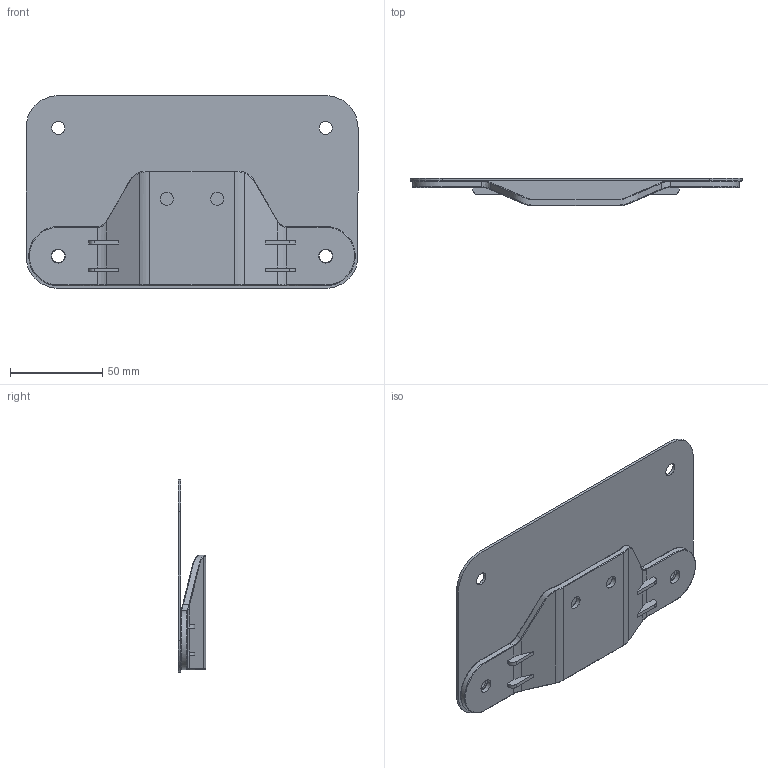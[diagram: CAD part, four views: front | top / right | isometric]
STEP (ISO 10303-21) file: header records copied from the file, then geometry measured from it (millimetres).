
FILE_DESCRIPTION (( 'STEP AP214' ), '1' );
FILE_NAME ('XR650L License Plate Bracket.STEP', '2019-07-18T16:50:39', ( '' ), ( '' ), 'SwSTEP 2.0', 'SolidWorks 2017', '' );
FILE_SCHEMA (( 'AUTOMOTIVE_DESIGN' ));
Length unit declared in the file: millimetre
Products named in the file (1): XR650L License Plate Bracket
Bounding box: 180 x 15 x 104.5 mm (x, y, z)
Volume: 61832.3 mm3; surface area: 59770.7 mm2
Topology: 2 solids, 2 shells, 128 faces, 332 edges, 210 vertices
Faces by surface type: bspline 46, plane 42, cylinder 32, cone 8
Entity records: 6308 total; most frequent: CARTESIAN_POINT 3468, ORIENTED_EDGE 664, DIRECTION 462, EDGE_CURVE 332, VERTEX_POINT 210, AXIS2_PLACEMENT_3D 157, VECTOR 148, LINE 148
